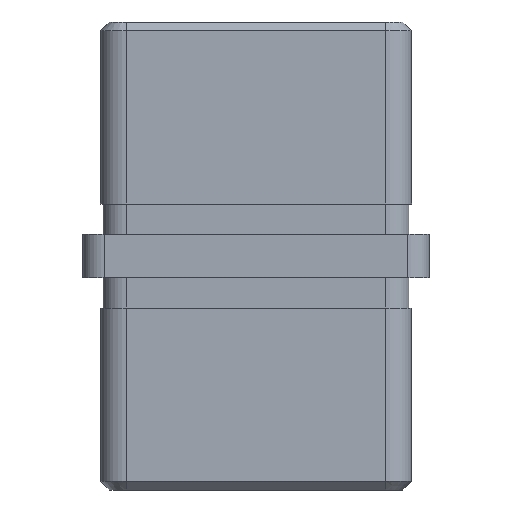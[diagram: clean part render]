
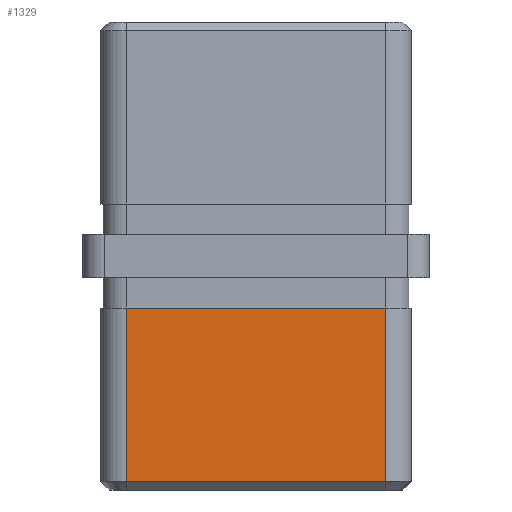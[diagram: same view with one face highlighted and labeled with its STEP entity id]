
A CAD part, front view. The second image highlights one B-rep face of the part: STEP entity #1329.
In plain terms, the highlighted planar face has unit normal (0, -1, 0).
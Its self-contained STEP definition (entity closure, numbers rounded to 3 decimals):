
#10 = VERTEX_POINT ( 'NONE', #1748 ) ;
#58 = DIRECTION ( 'NONE',  ( 1., 0., 0. ) ) ;
#112 = CARTESIAN_POINT ( 'NONE',  ( 14.95, -17.95, -27. ) ) ;
#150 = EDGE_CURVE ( 'NONE', #1970, #2451, #370, .T. ) ;
#370 = LINE ( 'NONE', #112, #3159 ) ;
#547 = VECTOR ( 'NONE', #58, 1000. ) ;
#557 = LINE ( 'NONE', #1745, #2684 ) ;
#570 = DIRECTION ( 'NONE',  ( 1., 0., 0. ) ) ;
#603 = DIRECTION ( 'NONE',  ( 0., 0., 1. ) ) ;
#840 = CARTESIAN_POINT ( 'NONE',  ( 0., -17.95, -27. ) ) ;
#866 = EDGE_LOOP ( 'NONE', ( #1138, #2710, #1006, #1504 ) ) ;
#1006 = ORIENTED_EDGE ( 'NONE', *, *, #150, .T. ) ;
#1072 = VECTOR ( 'NONE', #2302, 1000. ) ;
#1088 = LINE ( 'NONE', #2524, #547 ) ;
#1091 = FACE_OUTER_BOUND ( 'NONE', #866, .T. ) ;
#1108 = EDGE_CURVE ( 'NONE', #10, #1970, #557, .T. ) ;
#1138 = ORIENTED_EDGE ( 'NONE', *, *, #2527, .F. ) ;
#1329 = ADVANCED_FACE ( 'NONE', ( #1091 ), #2051, .T. ) ;
#1504 = ORIENTED_EDGE ( 'NONE', *, *, #2843, .F. ) ;
#1644 = VERTEX_POINT ( 'NONE', #2019 ) ;
#1745 = CARTESIAN_POINT ( 'NONE',  ( 14.95, -17.95, -26. ) ) ;
#1748 = CARTESIAN_POINT ( 'NONE',  ( -14.95, -17.95, -26. ) ) ;
#1752 = CARTESIAN_POINT ( 'NONE',  ( 14.95, -17.95, -26. ) ) ;
#1809 = DIRECTION ( 'NONE',  ( 0., -1., 0. ) ) ;
#1884 = CARTESIAN_POINT ( 'NONE',  ( -14.95, -17.95, -27. ) ) ;
#1910 = AXIS2_PLACEMENT_3D ( 'NONE', #840, #1809, #2788 ) ;
#1970 = VERTEX_POINT ( 'NONE', #1752 ) ;
#2019 = CARTESIAN_POINT ( 'NONE',  ( -14.95, -17.95, -6. ) ) ;
#2051 = PLANE ( 'NONE',  #1910 ) ;
#2302 = DIRECTION ( 'NONE',  ( 0., 0., 1. ) ) ;
#2451 = VERTEX_POINT ( 'NONE', #2460 ) ;
#2460 = CARTESIAN_POINT ( 'NONE',  ( 14.95, -17.95, -6. ) ) ;
#2524 = CARTESIAN_POINT ( 'NONE',  ( -14.95, -17.95, -6. ) ) ;
#2527 = EDGE_CURVE ( 'NONE', #10, #1644, #3061, .T. ) ;
#2684 = VECTOR ( 'NONE', #570, 1000. ) ;
#2710 = ORIENTED_EDGE ( 'NONE', *, *, #1108, .T. ) ;
#2788 = DIRECTION ( 'NONE',  ( 0., 0., -1. ) ) ;
#2843 = EDGE_CURVE ( 'NONE', #1644, #2451, #1088, .T. ) ;
#3061 = LINE ( 'NONE', #1884, #1072 ) ;
#3159 = VECTOR ( 'NONE', #603, 1000. ) ;
